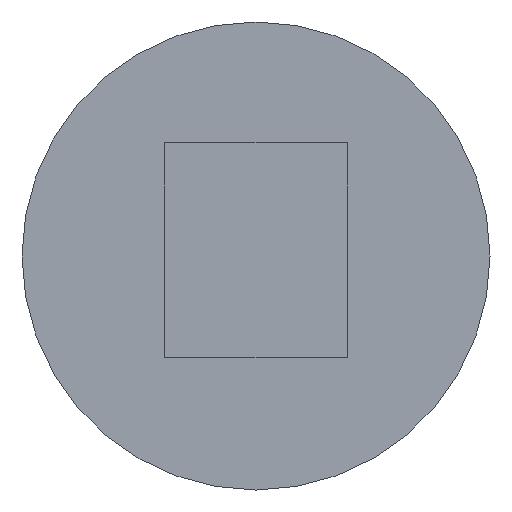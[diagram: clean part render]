
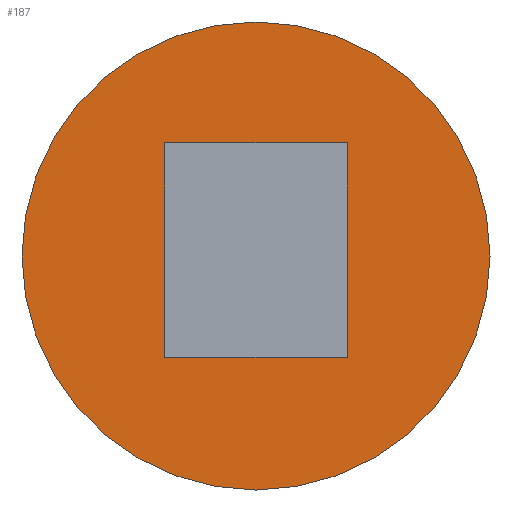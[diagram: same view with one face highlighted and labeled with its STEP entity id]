
A CAD part, left-side view. The second image highlights one B-rep face of the part: STEP entity #187.
In plain terms, the highlighted planar face has unit normal (-1, 0, 0).
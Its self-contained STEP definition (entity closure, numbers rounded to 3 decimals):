
#14=FACE_BOUND('',#57,.T.);
#17=CIRCLE('',#216,3.);
#19=CIRCLE('',#219,15.);
#42=FACE_OUTER_BOUND('',#56,.T.);
#56=EDGE_LOOP('',(#163));
#57=EDGE_LOOP('',(#164));
#98=VERTEX_POINT('',#314);
#100=VERTEX_POINT('',#320);
#117=EDGE_CURVE('',#98,#98,#17,.T.);
#120=EDGE_CURVE('',#100,#100,#19,.T.);
#163=ORIENTED_EDGE('',*,*,#120,.T.);
#164=ORIENTED_EDGE('',*,*,#117,.T.);
#174=PLANE('',#222);
#187=ADVANCED_FACE('',(#42,#14),#174,.F.);
#216=AXIS2_PLACEMENT_3D('',#315,#262,#263);
#219=AXIS2_PLACEMENT_3D('',#321,#269,#270);
#222=AXIS2_PLACEMENT_3D('',#326,#276,#277);
#262=DIRECTION('center_axis',(1.,0.,0.));
#263=DIRECTION('ref_axis',(0.,1.,0.));
#269=DIRECTION('center_axis',(-1.,0.,0.));
#270=DIRECTION('ref_axis',(0.,1.,0.));
#276=DIRECTION('center_axis',(1.,0.,0.));
#277=DIRECTION('ref_axis',(0.,1.,0.));
#314=CARTESIAN_POINT('',(11.65,-3.,6.5));
#315=CARTESIAN_POINT('Origin',(11.65,0.,6.5));
#320=CARTESIAN_POINT('',(11.65,-15.,6.5));
#321=CARTESIAN_POINT('Origin',(11.65,0.,6.5));
#326=CARTESIAN_POINT('Origin',(11.65,0.,6.5));
